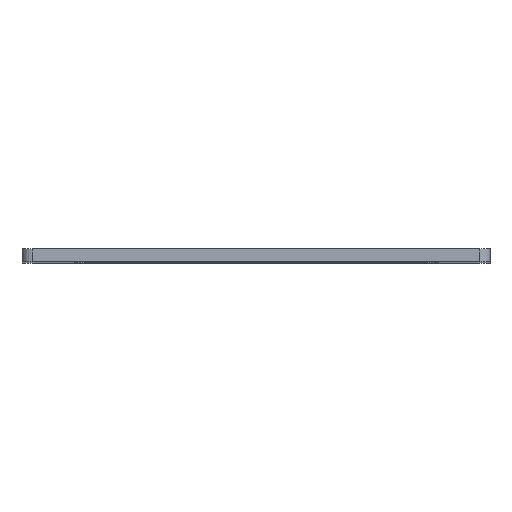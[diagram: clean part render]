
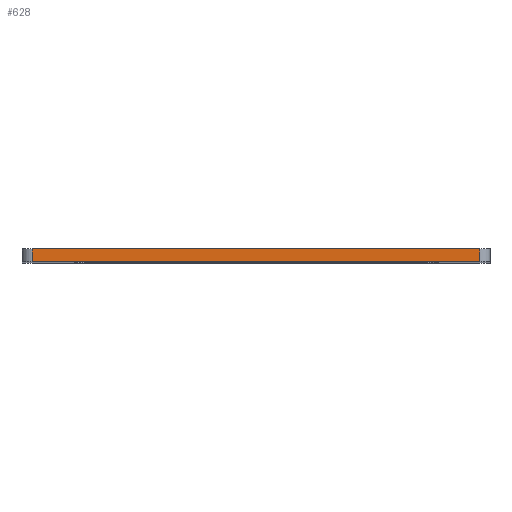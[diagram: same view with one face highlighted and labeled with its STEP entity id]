
A CAD part, top view. The second image highlights one B-rep face of the part: STEP entity #628.
In plain terms, the highlighted planar face has unit normal (0, 0, 1).
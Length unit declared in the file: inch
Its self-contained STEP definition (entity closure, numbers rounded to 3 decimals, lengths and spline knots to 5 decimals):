
#76 = DIRECTION ( 'NONE',  ( 1., 0., 0. ) ) ;
#110 = VECTOR ( 'NONE', #860, 39.37008 ) ;
#145 = EDGE_CURVE ( 'NONE', #676, #840, #160, .T. ) ;
#160 = LINE ( 'NONE', #217, #839 ) ;
#217 = CARTESIAN_POINT ( 'NONE',  ( 2.25, 0.125, 3.75 ) ) ;
#227 = VERTEX_POINT ( 'NONE', #598 ) ;
#228 = VERTEX_POINT ( 'NONE', #441 ) ;
#232 = DIRECTION ( 'NONE',  ( 0., 1., 0. ) ) ;
#235 = CARTESIAN_POINT ( 'NONE',  ( 2.15, 0.125, 3.75 ) ) ;
#250 = EDGE_LOOP ( 'NONE', ( #638, #831, #255, #770 ) ) ;
#255 = ORIENTED_EDGE ( 'NONE', *, *, #832, .T. ) ;
#277 = VECTOR ( 'NONE', #232, 39.37008 ) ;
#297 = VECTOR ( 'NONE', #76, 39.37008 ) ;
#349 = DIRECTION ( 'NONE',  ( -1., 0., 0. ) ) ;
#389 = LINE ( 'NONE', #235, #277 ) ;
#400 = AXIS2_PLACEMENT_3D ( 'NONE', #475, #624, #349 ) ;
#408 = LINE ( 'NONE', #642, #110 ) ;
#414 = PLANE ( 'NONE',  #400 ) ;
#441 = CARTESIAN_POINT ( 'NONE',  ( -2.15, 0., 3.75 ) ) ;
#446 = CARTESIAN_POINT ( 'NONE',  ( 2.25, 0., 3.75 ) ) ;
#475 = CARTESIAN_POINT ( 'NONE',  ( 2.25, 0.125, 3.75 ) ) ;
#492 = LINE ( 'NONE', #446, #297 ) ;
#588 = CARTESIAN_POINT ( 'NONE',  ( 2.15, 0.125, 3.75 ) ) ;
#598 = CARTESIAN_POINT ( 'NONE',  ( 2.15, 0., 3.75 ) ) ;
#624 = DIRECTION ( 'NONE',  ( 0., 0., -1. ) ) ;
#628 = ADVANCED_FACE ( 'NONE', ( #922 ), #414, .F. ) ;
#638 = ORIENTED_EDGE ( 'NONE', *, *, #145, .F. ) ;
#642 = CARTESIAN_POINT ( 'NONE',  ( -2.15, 0.125, 3.75 ) ) ;
#676 = VERTEX_POINT ( 'NONE', #763 ) ;
#763 = CARTESIAN_POINT ( 'NONE',  ( -2.15, 0.125, 3.75 ) ) ;
#770 = ORIENTED_EDGE ( 'NONE', *, *, #868, .T. ) ;
#831 = ORIENTED_EDGE ( 'NONE', *, *, #835, .T. ) ;
#832 = EDGE_CURVE ( 'NONE', #228, #227, #492, .T. ) ;
#835 = EDGE_CURVE ( 'NONE', #676, #228, #408, .T. ) ;
#839 = VECTOR ( 'NONE', #858, 39.37008 ) ;
#840 = VERTEX_POINT ( 'NONE', #588 ) ;
#858 = DIRECTION ( 'NONE',  ( 1., 0., 0. ) ) ;
#860 = DIRECTION ( 'NONE',  ( 0., -1., 0. ) ) ;
#868 = EDGE_CURVE ( 'NONE', #227, #840, #389, .T. ) ;
#922 = FACE_OUTER_BOUND ( 'NONE', #250, .T. ) ;
